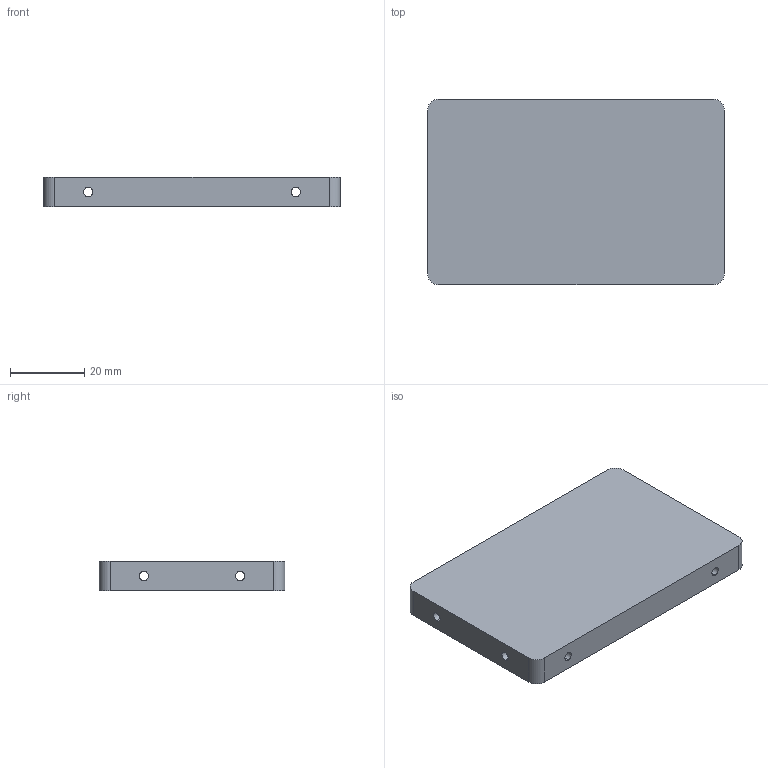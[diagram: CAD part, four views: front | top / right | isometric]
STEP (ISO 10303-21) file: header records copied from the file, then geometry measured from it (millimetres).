
FILE_DESCRIPTION (( 'STEP AP203' ), '1' );
FILE_NAME ('minitaur-side-support-plate_Default_sldprt.STEP', '2017-02-21T03:37:52', ( 'Alexander' ), ( '' ), 'SwSTEP 2.0', 'SolidWorks 2016', '' );
FILE_SCHEMA (( 'CONFIG_CONTROL_DESIGN' ));
Length unit declared in the file: millimetre
Products named in the file (1): minitaur-side-support-plate_Default_sldprt
Bounding box: 80 x 50 x 8 mm (x, y, z)
Volume: 18614.2 mm3; surface area: 11592.6 mm2
Topology: 1 solids, 1 shells, 43 faces, 128 edges, 80 vertices
Faces by surface type: cylinder 28, plane 11, bspline 4
Entity records: 1671 total; most frequent: CARTESIAN_POINT 388, DIRECTION 264, ORIENTED_EDGE 256, EDGE_CURVE 128, AXIS2_PLACEMENT_3D 104, VERTEX_POINT 80, CIRCLE 64, VECTOR 56
